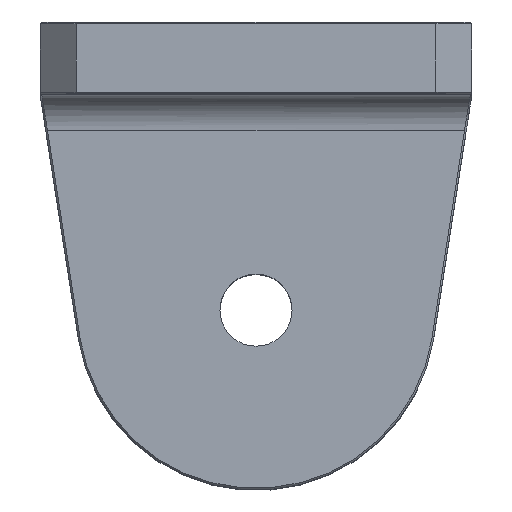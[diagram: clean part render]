
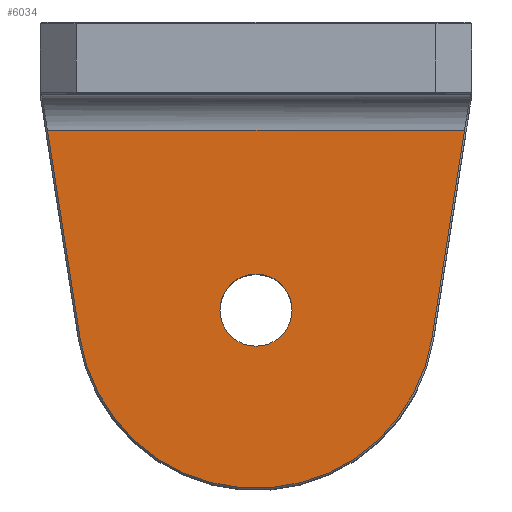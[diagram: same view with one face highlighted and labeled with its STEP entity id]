
A CAD part, top view. The second image highlights one B-rep face of the part: STEP entity #6034.
In plain terms, the highlighted planar face has unit normal (0, 0, 1).
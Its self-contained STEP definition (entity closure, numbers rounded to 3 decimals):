
#1116 = CYLINDRICAL_SURFACE('',#1117,10.);
#1117 = AXIS2_PLACEMENT_3D('',#1118,#1119,#1120);
#1118 = CARTESIAN_POINT('',(1784.432,-50.,-430.5));
#1119 = DIRECTION('',(-1.,0.,0.));
#1120 = DIRECTION('',(0.,1.,0.));
#2969 = PLANE('',#2970);
#2970 = AXIS2_PLACEMENT_3D('',#2971,#2972,#2973);
#2971 = CARTESIAN_POINT('',(1621.664,-78.866,-440.75)
  );
#2972 = DIRECTION('',(0.699,-0.109,0.707));
#2973 = DIRECTION('',(0.699,-0.109,-0.707));
#3429 = CYLINDRICAL_SURFACE('',#3430,10.005);
#3430 = AXIS2_PLACEMENT_3D('',#3431,#3432,#3433);
#3431 = CARTESIAN_POINT('',(1568.,-100.,-520.5));
#3432 = DIRECTION('',(0.,0.,1.));
#3433 = DIRECTION('',(-1.,0.,0.));
#3454 = VERTEX_POINT('',#3455);
#3455 = CARTESIAN_POINT('',(1557.995,-100.,-440.5));
#3469 = CYLINDRICAL_SURFACE('',#3470,10.005);
#3470 = AXIS2_PLACEMENT_3D('',#3471,#3472,#3473);
#3471 = CARTESIAN_POINT('',(1568.,-100.,-520.5));
#3472 = DIRECTION('',(0.,0.,1.));
#3473 = DIRECTION('',(-1.,0.,0.));
#3481 = EDGE_CURVE('',#3454,#3482,#3484,.T.);
#3482 = VERTEX_POINT('',#3483);
#3483 = CARTESIAN_POINT('',(1578.005,-100.,-440.5));
#3484 = SURFACE_CURVE('',#3485,(#3490,#3497),.PCURVE_S1.);
#3485 = CIRCLE('',#3486,10.005);
#3486 = AXIS2_PLACEMENT_3D('',#3487,#3488,#3489);
#3487 = CARTESIAN_POINT('',(1568.,-100.,-440.5));
#3488 = DIRECTION('',(0.,0.,-1.));
#3489 = DIRECTION('',(-1.,0.,0.));
#3490 = PCURVE('',#3429,#3491);
#3491 = DEFINITIONAL_REPRESENTATION('',(#3492),#3496);
#3492 = LINE('',#3493,#3494);
#3493 = CARTESIAN_POINT('',(6.283,80.));
#3494 = VECTOR('',#3495,1.);
#3495 = DIRECTION('',(-1.,0.));
#3496 = ( GEOMETRIC_REPRESENTATION_CONTEXT(2) 
PARAMETRIC_REPRESENTATION_CONTEXT() REPRESENTATION_CONTEXT('2D SPACE',''
  ) );
#3497 = PCURVE('',#3498,#3503);
#3498 = PLANE('',#3499);
#3499 = AXIS2_PLACEMENT_3D('',#3500,#3501,#3502);
#3500 = CARTESIAN_POINT('',(1568.,-20.,-440.5));
#3501 = DIRECTION('',(0.,0.,1.));
#3502 = DIRECTION('',(-1.,0.,0.));
#3503 = DEFINITIONAL_REPRESENTATION('',(#3504),#3512);
#3504 = ( BOUNDED_CURVE() B_SPLINE_CURVE(2,(#3505,#3506,#3507,#3508,
#3509,#3510,#3511),.UNSPECIFIED.,.T.,.F.) B_SPLINE_CURVE_WITH_KNOTS((1,2
    ,2,2,2,1),(-2.094,0.,2.094,4.189,
6.283,8.378),.UNSPECIFIED.) CURVE() 
GEOMETRIC_REPRESENTATION_ITEM() RATIONAL_B_SPLINE_CURVE((1.,0.5,1.,0.5,
1.,0.5,1.)) REPRESENTATION_ITEM('') );
#3505 = CARTESIAN_POINT('',(10.005,80.));
#3506 = CARTESIAN_POINT('',(10.005,62.671));
#3507 = CARTESIAN_POINT('',(-5.003,71.335));
#3508 = CARTESIAN_POINT('',(-20.01,80.));
#3509 = CARTESIAN_POINT('',(-5.003,88.665));
#3510 = CARTESIAN_POINT('',(10.005,97.329));
#3511 = CARTESIAN_POINT('',(10.005,80.));
#3512 = ( GEOMETRIC_REPRESENTATION_CONTEXT(2) 
PARAMETRIC_REPRESENTATION_CONTEXT() REPRESENTATION_CONTEXT('2D SPACE',''
  ) );
#3708 = EDGE_CURVE('',#3482,#3454,#3709,.T.);
#3709 = SURFACE_CURVE('',#3710,(#3715,#3722),.PCURVE_S1.);
#3710 = CIRCLE('',#3711,10.005);
#3711 = AXIS2_PLACEMENT_3D('',#3712,#3713,#3714);
#3712 = CARTESIAN_POINT('',(1568.,-100.,-440.5));
#3713 = DIRECTION('',(0.,0.,-1.));
#3714 = DIRECTION('',(1.,0.,0.));
#3715 = PCURVE('',#3469,#3716);
#3716 = DEFINITIONAL_REPRESENTATION('',(#3717),#3721);
#3717 = LINE('',#3718,#3719);
#3718 = CARTESIAN_POINT('',(3.142,80.));
#3719 = VECTOR('',#3720,1.);
#3720 = DIRECTION('',(-1.,0.));
#3721 = ( GEOMETRIC_REPRESENTATION_CONTEXT(2) 
PARAMETRIC_REPRESENTATION_CONTEXT() REPRESENTATION_CONTEXT('2D SPACE',''
  ) );
#3722 = PCURVE('',#3498,#3723);
#3723 = DEFINITIONAL_REPRESENTATION('',(#3724),#3732);
#3724 = ( BOUNDED_CURVE() B_SPLINE_CURVE(2,(#3725,#3726,#3727,#3728,
#3729,#3730,#3731),.UNSPECIFIED.,.T.,.F.) B_SPLINE_CURVE_WITH_KNOTS((1,2
    ,2,2,2,1),(-2.094,0.,2.094,4.189,
6.283,8.378),.UNSPECIFIED.) CURVE() 
GEOMETRIC_REPRESENTATION_ITEM() RATIONAL_B_SPLINE_CURVE((1.,0.5,1.,0.5,
1.,0.5,1.)) REPRESENTATION_ITEM('') );
#3725 = CARTESIAN_POINT('',(-10.005,80.));
#3726 = CARTESIAN_POINT('',(-10.005,97.329));
#3727 = CARTESIAN_POINT('',(5.003,88.665));
#3728 = CARTESIAN_POINT('',(20.01,80.));
#3729 = CARTESIAN_POINT('',(5.003,71.335));
#3730 = CARTESIAN_POINT('',(-10.005,62.671));
#3731 = CARTESIAN_POINT('',(-10.005,80.));
#3732 = ( GEOMETRIC_REPRESENTATION_CONTEXT(2) 
PARAMETRIC_REPRESENTATION_CONTEXT() REPRESENTATION_CONTEXT('2D SPACE',''
  ) );
#4336 = CONICAL_SURFACE('',#4337,49.75,0.785);
#4337 = AXIS2_PLACEMENT_3D('',#4338,#4339,#4340);
#4338 = CARTESIAN_POINT('',(1568.,-100.,-440.75));
#4339 = DIRECTION('',(0.,0.,-1.));
#4340 = DIRECTION('',(0.,1.,0.));
#4774 = PLANE('',#4775);
#4775 = AXIS2_PLACEMENT_3D('',#4776,#4777,#4778);
#4776 = CARTESIAN_POINT('',(1514.336,-78.866,-440.75)
  );
#4777 = DIRECTION('',(-0.699,-0.109,0.707));
#4778 = DIRECTION('',(-0.699,-0.109,-0.707));
#5894 = VERTEX_POINT('',#5895);
#5895 = CARTESIAN_POINT('',(1625.929,-50.,
    -440.5));
#5989 = EDGE_CURVE('',#5990,#5894,#5992,.T.);
#5990 = VERTEX_POINT('',#5991);
#5991 = CARTESIAN_POINT('',(1616.905,-107.655,-440.5));
#5992 = SURFACE_CURVE('',#5993,(#5997,#6004),.PCURVE_S1.);
#5993 = LINE('',#5994,#5995);
#5994 = CARTESIAN_POINT('',(1616.905,-107.655,
    -440.5));
#5995 = VECTOR('',#5996,1.);
#5996 = DIRECTION('',(0.155,0.988,0.)
  );
#5997 = PCURVE('',#2969,#5998);
#5998 = DEFINITIONAL_REPRESENTATION('',(#5999),#6003);
#5999 = LINE('',#6000,#6001);
#6000 = CARTESIAN_POINT('',(-0.354,-29.178));
#6001 = VECTOR('',#6002,1.);
#6002 = DIRECTION('',(0.,1.));
#6003 = ( GEOMETRIC_REPRESENTATION_CONTEXT(2) 
PARAMETRIC_REPRESENTATION_CONTEXT() REPRESENTATION_CONTEXT('2D SPACE',''
  ) );
#6004 = PCURVE('',#3498,#6005);
#6005 = DEFINITIONAL_REPRESENTATION('',(#6006),#6010);
#6006 = LINE('',#6007,#6008);
#6007 = CARTESIAN_POINT('',(-48.905,87.655));
#6008 = VECTOR('',#6009,1.);
#6009 = DIRECTION('',(-0.155,-0.988));
#6010 = ( GEOMETRIC_REPRESENTATION_CONTEXT(2) 
PARAMETRIC_REPRESENTATION_CONTEXT() REPRESENTATION_CONTEXT('2D SPACE',''
  ) );
#6034 = ADVANCED_FACE('',(#6035,#6106),#3498,.T.);
#6035 = FACE_BOUND('',#6036,.F.);
#6036 = EDGE_LOOP('',(#6037,#6062,#6083,#6084));
#6037 = ORIENTED_EDGE('',*,*,#6038,.F.);
#6038 = EDGE_CURVE('',#6039,#6041,#6043,.T.);
#6039 = VERTEX_POINT('',#6040);
#6040 = CARTESIAN_POINT('',(1510.071,-50.,
    -440.5));
#6041 = VERTEX_POINT('',#6042);
#6042 = CARTESIAN_POINT('',(1519.095,-107.655,
    -440.5));
#6043 = SURFACE_CURVE('',#6044,(#6048,#6055),.PCURVE_S1.);
#6044 = LINE('',#6045,#6046);
#6045 = CARTESIAN_POINT('',(1510.071,-50.,
    -440.5));
#6046 = VECTOR('',#6047,1.);
#6047 = DIRECTION('',(0.155,-0.988,0.)
  );
#6048 = PCURVE('',#3498,#6049);
#6049 = DEFINITIONAL_REPRESENTATION('',(#6050),#6054);
#6050 = LINE('',#6051,#6052);
#6051 = CARTESIAN_POINT('',(57.929,30.));
#6052 = VECTOR('',#6053,1.);
#6053 = DIRECTION('',(-0.155,0.988));
#6054 = ( GEOMETRIC_REPRESENTATION_CONTEXT(2) 
PARAMETRIC_REPRESENTATION_CONTEXT() REPRESENTATION_CONTEXT('2D SPACE',''
  ) );
#6055 = PCURVE('',#4774,#6056);
#6056 = DEFINITIONAL_REPRESENTATION('',(#6057),#6061);
#6057 = LINE('',#6058,#6059);
#6058 = CARTESIAN_POINT('',(-0.354,-29.178));
#6059 = VECTOR('',#6060,1.);
#6060 = DIRECTION('',(0.,1.));
#6061 = ( GEOMETRIC_REPRESENTATION_CONTEXT(2) 
PARAMETRIC_REPRESENTATION_CONTEXT() REPRESENTATION_CONTEXT('2D SPACE',''
  ) );
#6062 = ORIENTED_EDGE('',*,*,#6063,.F.);
#6063 = EDGE_CURVE('',#5894,#6039,#6064,.T.);
#6064 = SURFACE_CURVE('',#6065,(#6069,#6076),.PCURVE_S1.);
#6065 = LINE('',#6066,#6067);
#6066 = CARTESIAN_POINT('',(1625.929,-50.,
    -440.5));
#6067 = VECTOR('',#6068,1.);
#6068 = DIRECTION('',(-1.,0.,0.));
#6069 = PCURVE('',#3498,#6070);
#6070 = DEFINITIONAL_REPRESENTATION('',(#6071),#6075);
#6071 = LINE('',#6072,#6073);
#6072 = CARTESIAN_POINT('',(-57.929,30.));
#6073 = VECTOR('',#6074,1.);
#6074 = DIRECTION('',(1.,0.));
#6075 = ( GEOMETRIC_REPRESENTATION_CONTEXT(2) 
PARAMETRIC_REPRESENTATION_CONTEXT() REPRESENTATION_CONTEXT('2D SPACE',''
  ) );
#6076 = PCURVE('',#1116,#6077);
#6077 = DEFINITIONAL_REPRESENTATION('',(#6078),#6082);
#6078 = LINE('',#6079,#6080);
#6079 = CARTESIAN_POINT('',(1.571,158.503));
#6080 = VECTOR('',#6081,1.);
#6081 = DIRECTION('',(0.,1.));
#6082 = ( GEOMETRIC_REPRESENTATION_CONTEXT(2) 
PARAMETRIC_REPRESENTATION_CONTEXT() REPRESENTATION_CONTEXT('2D SPACE',''
  ) );
#6083 = ORIENTED_EDGE('',*,*,#5989,.F.);
#6084 = ORIENTED_EDGE('',*,*,#6085,.F.);
#6085 = EDGE_CURVE('',#6041,#5990,#6086,.T.);
#6086 = SURFACE_CURVE('',#6087,(#6092,#6099),.PCURVE_S1.);
#6087 = CIRCLE('',#6088,49.5);
#6088 = AXIS2_PLACEMENT_3D('',#6089,#6090,#6091);
#6089 = CARTESIAN_POINT('',(1568.,-100.,-440.5));
#6090 = DIRECTION('',(0.,0.,1.));
#6091 = DIRECTION('',(-0.988,-0.155,0.));
#6092 = PCURVE('',#3498,#6093);
#6093 = DEFINITIONAL_REPRESENTATION('',(#6094),#6098);
#6094 = CIRCLE('',#6095,49.5);
#6095 = AXIS2_PLACEMENT_2D('',#6096,#6097);
#6096 = CARTESIAN_POINT('',(0.,80.));
#6097 = DIRECTION('',(0.988,0.155));
#6098 = ( GEOMETRIC_REPRESENTATION_CONTEXT(2) 
PARAMETRIC_REPRESENTATION_CONTEXT() REPRESENTATION_CONTEXT('2D SPACE',''
  ) );
#6099 = PCURVE('',#4336,#6100);
#6100 = DEFINITIONAL_REPRESENTATION('',(#6101),#6105);
#6101 = LINE('',#6102,#6103);
#6102 = CARTESIAN_POINT('',(4.557,-0.25));
#6103 = VECTOR('',#6104,1.);
#6104 = DIRECTION('',(-1.,0.));
#6105 = ( GEOMETRIC_REPRESENTATION_CONTEXT(2) 
PARAMETRIC_REPRESENTATION_CONTEXT() REPRESENTATION_CONTEXT('2D SPACE',''
  ) );
#6106 = FACE_BOUND('',#6107,.F.);
#6107 = EDGE_LOOP('',(#6108,#6109));
#6108 = ORIENTED_EDGE('',*,*,#3481,.F.);
#6109 = ORIENTED_EDGE('',*,*,#3708,.F.);
